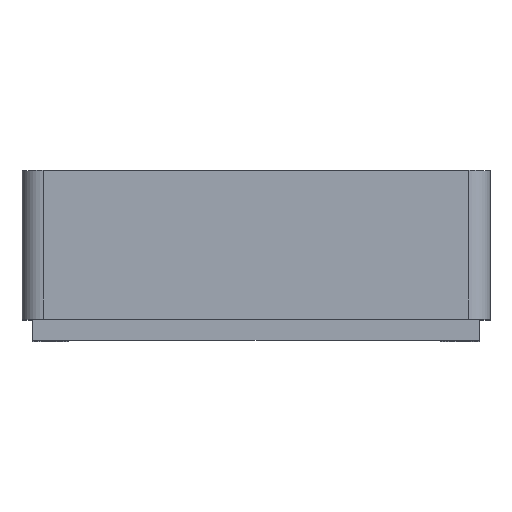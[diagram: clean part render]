
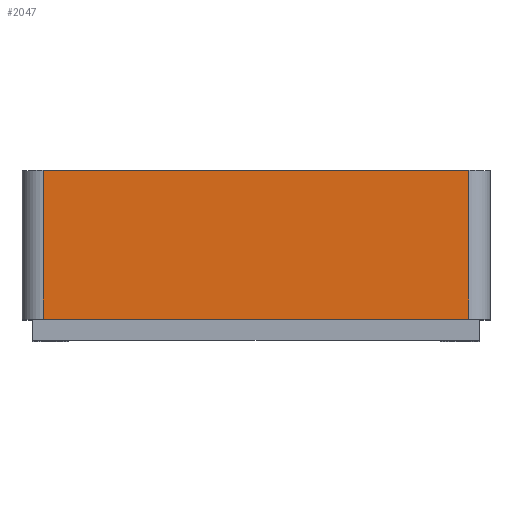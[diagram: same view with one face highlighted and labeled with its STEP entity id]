
A CAD part, top view. The second image highlights one B-rep face of the part: STEP entity #2047.
In plain terms, the highlighted planar face has unit normal (0, 0, 1).
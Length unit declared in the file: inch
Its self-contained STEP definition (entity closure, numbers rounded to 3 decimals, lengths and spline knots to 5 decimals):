
#367=FACE_OUTER_BOUND('',#474,.T.);
#474=EDGE_LOOP('',(#1708,#1709,#1710,#1711));
#631=LINE('',#6555,#769);
#636=LINE('',#6570,#774);
#637=LINE('',#6573,#775);
#662=LINE('',#6685,#800);
#769=VECTOR('',#2443,0.3937);
#774=VECTOR('',#2458,0.3937);
#775=VECTOR('',#2461,0.3937);
#800=VECTOR('',#2590,0.3937);
#957=VERTEX_POINT('',#6552);
#958=VERTEX_POINT('',#6554);
#963=VERTEX_POINT('',#6568);
#964=VERTEX_POINT('',#6572);
#1214=EDGE_CURVE('',#957,#958,#631,.T.);
#1222=EDGE_CURVE('',#963,#957,#636,.T.);
#1223=EDGE_CURVE('',#958,#964,#637,.T.);
#1279=EDGE_CURVE('',#964,#963,#662,.T.);
#1708=ORIENTED_EDGE('',*,*,#1222,.F.);
#1709=ORIENTED_EDGE('',*,*,#1279,.F.);
#1710=ORIENTED_EDGE('',*,*,#1223,.F.);
#1711=ORIENTED_EDGE('',*,*,#1214,.F.);
#1957=PLANE('',#2205);
#2047=ADVANCED_FACE('',(#367),#1957,.T.);
#2205=AXIS2_PLACEMENT_3D('',#6684,#2588,#2589);
#2443=DIRECTION('',(-1.,0.,0.));
#2458=DIRECTION('',(0.,-1.,0.));
#2461=DIRECTION('',(0.,1.,0.));
#2588=DIRECTION('center_axis',(0.,0.,1.));
#2589=DIRECTION('ref_axis',(1.,0.,0.));
#2590=DIRECTION('',(1.,0.,0.));
#6552=CARTESIAN_POINT('',(1.25295,-0.75,2.06693));
#6554=CARTESIAN_POINT('',(-1.25295,-0.75,2.06693));
#6555=CARTESIAN_POINT('',(1.37795,-0.75,2.06693));
#6568=CARTESIAN_POINT('',(1.25295,0.125,2.06693));
#6570=CARTESIAN_POINT('',(1.25295,0.,2.06693));
#6572=CARTESIAN_POINT('',(-1.25295,0.125,2.06693));
#6573=CARTESIAN_POINT('',(-1.25295,0.,2.06693));
#6684=CARTESIAN_POINT('Origin',(-1.37795,0.,2.06693));
#6685=CARTESIAN_POINT('',(-1.37795,0.125,2.06693));
